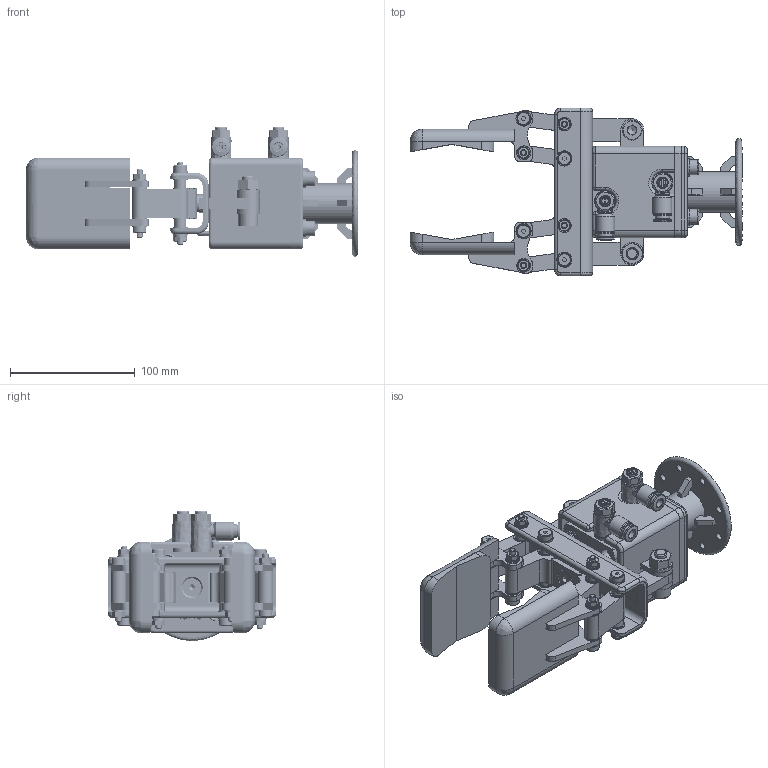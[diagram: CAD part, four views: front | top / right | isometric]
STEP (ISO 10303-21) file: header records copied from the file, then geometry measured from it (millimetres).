
FILE_DESCRIPTION(('FreeCAD Model'),'2;1');
FILE_NAME('Open CASCADE Shape Model','2025-04-17T13:07:53',('FreeCAD'),( 'FreeCAD'),'Open CASCADE STEP processor 7.6','FreeCAD','Unknown');
FILE_SCHEMA(('AUTOMOTIVE_DESIGN { 1 0 10303 214 1 1 1 1 }'));
Products named in the file (1): Open CASCADE STEP translator 7.6 1
Bounding box: 266.49 x 134.6 x 103.99 mm (x, y, z)
Volume: 798797.2 mm3; surface area: 371939.5 mm2
Topology: 166 solids, 166 shells, 2739 faces, 6293 edges, 4013 vertices
Faces by surface type: bspline 2739
Entity records: 84120 total; most frequent: CARTESIAN_POINT 46713, ORIENTED_EDGE 12558, EDGE_CURVE 6279, VERTEX_POINT 4013, B_SPLINE_CURVE_WITH_KNOTS 3744, FACE_BOUND 3182, EDGE_LOOP 3182, ADVANCED_FACE 2739
